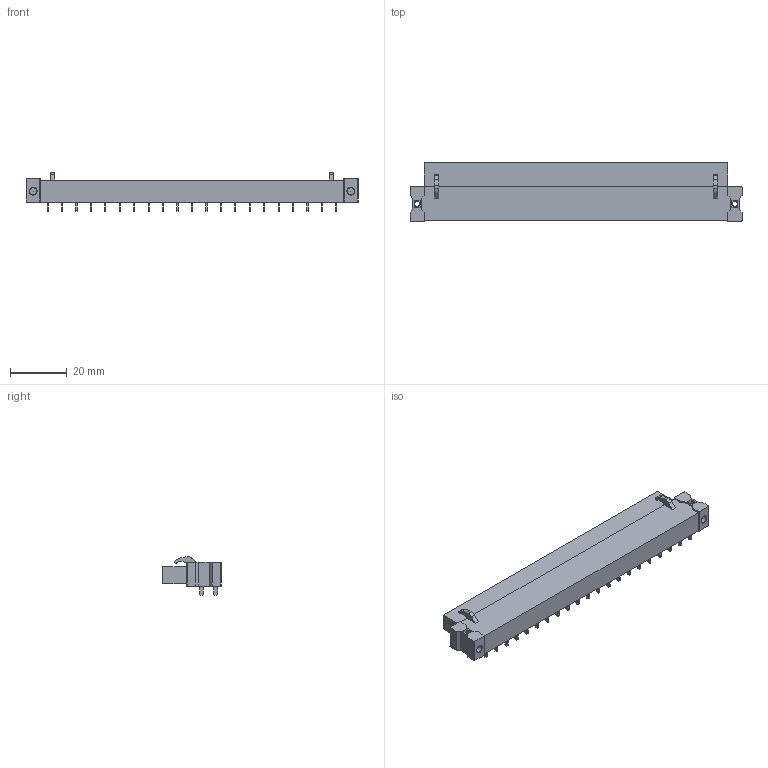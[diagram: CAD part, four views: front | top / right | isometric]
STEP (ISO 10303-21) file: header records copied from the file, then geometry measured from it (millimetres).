
FILE_DESCRIPTION(('CATIA V5 STEP Exchange','CAx-IF Rec.Pracs.--- Model Styling and Organization---1.2---2011-12-15'),'2;1');
FILE_NAME ('D1457334_0_1843940000_1843940000.stp','2018-09-01T03:07:54+00:00',('none'),('Weidmueller'),'CATIA Version 5-6 Release 2014','CATIA V5 STEP AP214','none');
FILE_SCHEMA(('AUTOMOTIVE_DESIGN { 1 0 10303 214 1 1 1 1 }'));
Length unit declared in the file: millimetre
Products named in the file (1): 1843940000
Bounding box: 116.84 x 20.65 x 13.48 mm (x, y, z)
Volume: 15809.5 mm3; surface area: 7917 mm2
Topology: 43 solids, 43 shells, 741 faces, 1736 edges, 1154 vertices
Faces by surface type: plane 649, cone 50, cylinder 42
Entity records: 19026 total; most frequent: ORIENTED_EDGE 3472, CARTESIAN_POINT 3293, DIRECTION 2540, EDGE_CURVE 1736, VECTOR 1560, LINE 1560, VERTEX_POINT 1154, EDGE_LOOP 826
